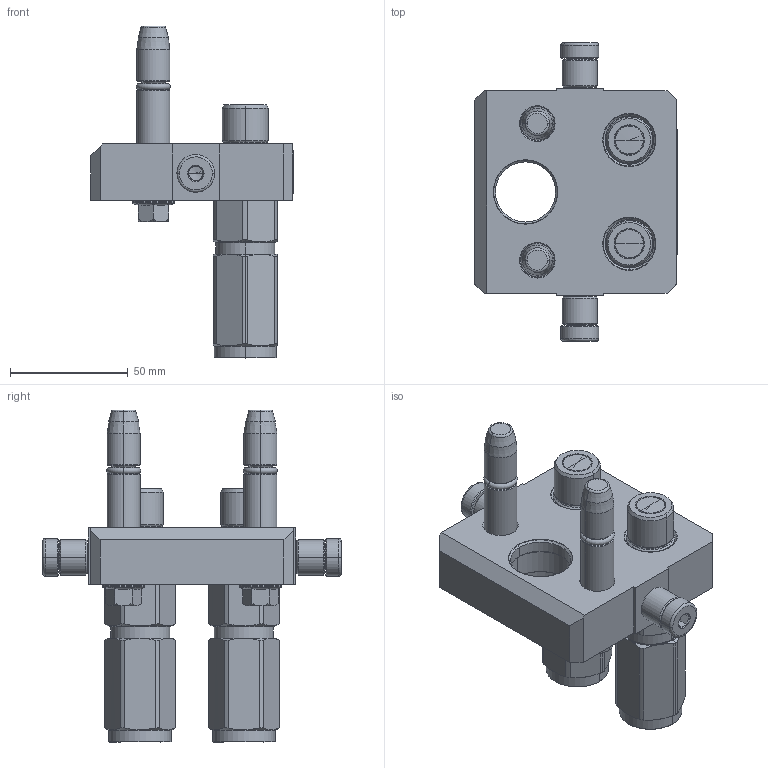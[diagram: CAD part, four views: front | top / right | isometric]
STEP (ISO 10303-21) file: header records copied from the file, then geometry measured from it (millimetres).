
FILE_DESCRIPTION (( 'STEP AP214' ), '1' );
FILE_NAME ('FASTER.step', '2023-03-23T09:21:55', ( '' ), ( '' ), 'SwSTEP 2.0', 'SolidWorks 2017', '' );
FILE_SCHEMA (( 'AUTOMOTIVE_DESIGN' ));
Length unit declared in the file: millimetre
Products named in the file (11): 4830_028_1000_011; et002; 3ffnp38_gas_m; 1540_080_0008_000; or2_62x9_19_m; 4820_010_0000_001; 4830_021_0000_000; FASTER; P306_M_BASE; 4830_013_3000_030
Assembly tree (16 placements, depth 3):
  FASTER
    P306_M_BASE
      4820_010_0000_001
      4830_021_0000_000  x2
      1540_080_0008_000  x2
      4830_013_3000_030  x2
      4830_028_1000_011  x2
      or2_62x9_19_m  x2
    3ffnp38_gas_m  x2
      3ffnp38_gas_m
    et002
Bounding box: 85.8 x 126.6 x 140.8 mm (x, y, z)
Volume: 2873.9 mm3; surface area: 76248.9 mm2
Topology: 5 solids, 39 shells, 1690 faces, 4661 edges, 3065 vertices
Faces by surface type: plane 1073, cone 251, cylinder 246, torus 82, bspline 38
Entity records: 47265 total; most frequent: CARTESIAN_POINT 11558, ORIENTED_EDGE 7324, DIRECTION 6803, EDGE_CURVE 3778, LINE 2951, VECTOR 2951, VERTEX_POINT 2492, AXIS2_PLACEMENT_3D 1926
